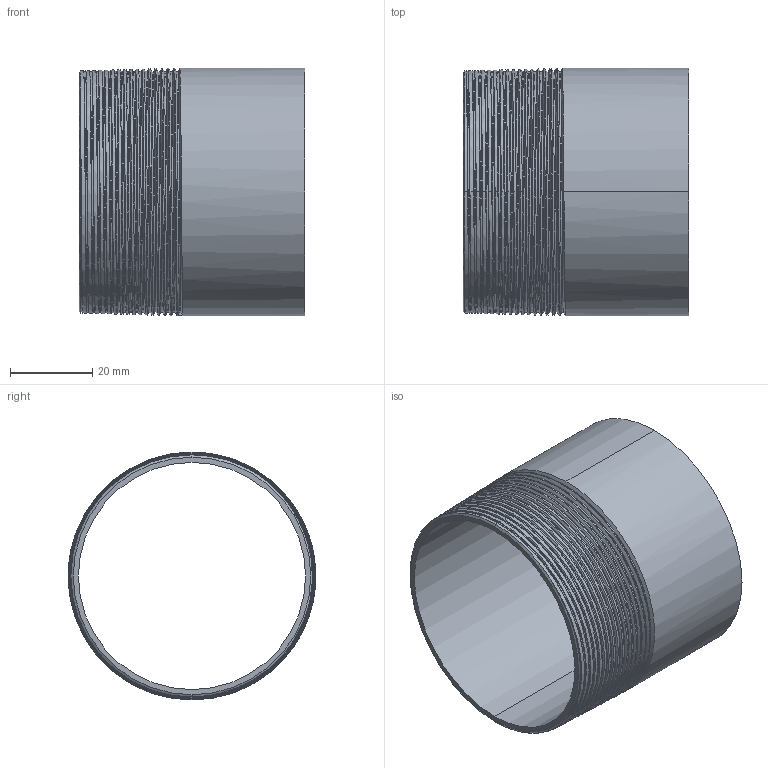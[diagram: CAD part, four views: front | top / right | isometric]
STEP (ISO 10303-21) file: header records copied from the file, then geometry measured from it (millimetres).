
FILE_DESCRIPTION (( 'STEP AP203' ), '1' );
FILE_NAME ('3D_R208-_2x55_17143090.STEP', '2024-08-15T14:22:55', ( '' ), ( '' ), 'SwSTEP 2.0', 'SolidWorks 2024', '' );
FILE_SCHEMA (( 'CONFIG_CONTROL_DESIGN' ));
Length unit declared in the file: millimetre
Products named in the file (1): 3D_R208-_2x55_17143090
Bounding box: 55 x 60.3 x 60.3 mm (x, y, z)
Volume: 22399.2 mm3; surface area: 22305.9 mm2
Topology: 1 solids, 1 shells, 46 faces, 127 edges, 83 vertices
Faces by surface type: cone 36, cylinder 4, plane 3, bspline 3
Entity records: 7467 total; most frequent: CARTESIAN_POINT 6360, ORIENTED_EDGE 254, DIRECTION 155, EDGE_CURVE 127, VERTEX_POINT 83, B_SPLINE_CURVE_WITH_KNOTS 68, AXIS2_PLACEMENT_3D 56, EDGE_LOOP 48
